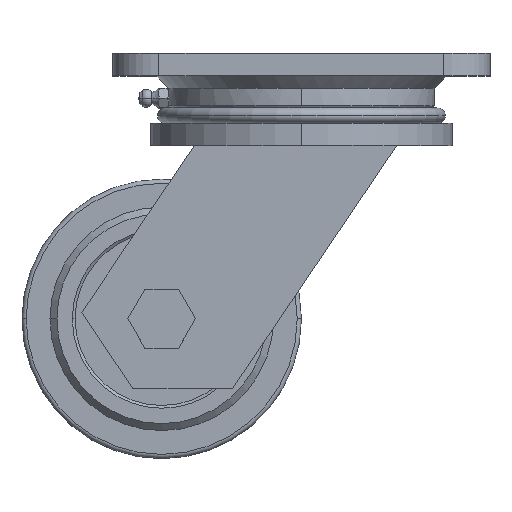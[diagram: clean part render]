
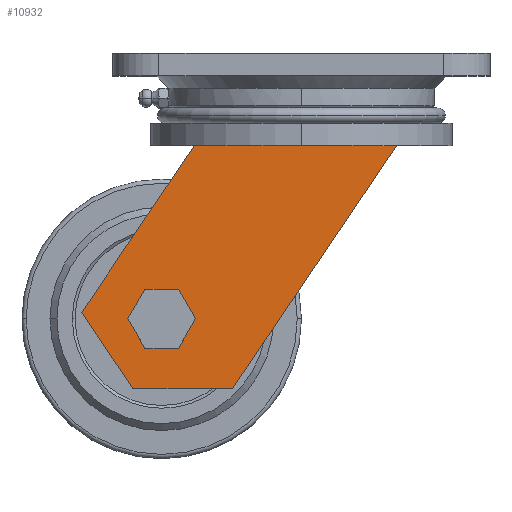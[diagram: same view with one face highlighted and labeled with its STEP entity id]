
A CAD part, top view. The second image highlights one B-rep face of the part: STEP entity #10932.
In plain terms, the highlighted planar face has unit normal (0, 0, 1).
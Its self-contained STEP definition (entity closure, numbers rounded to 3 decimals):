
#333 = CARTESIAN_POINT ( 'NONE',  ( -115.013, -112.67, 35.5 ) ) ;
#414 = VERTEX_POINT ( 'NONE', #4861 ) ;
#422 = DIRECTION ( 'NONE',  ( 0., -1., 0. ) ) ;
#602 = DIRECTION ( 'NONE',  ( 1., 0., 0. ) ) ;
#712 = DIRECTION ( 'NONE',  ( -0.553, 0.833, 0. ) ) ;
#714 = VERTEX_POINT ( 'NONE', #5460 ) ;
#1050 = EDGE_CURVE ( 'NONE', #714, #11770, #8563, .T. ) ;
#1588 = EDGE_LOOP ( 'NONE', ( #5451, #8250 ) ) ;
#1670 = EDGE_CURVE ( 'NONE', #7687, #414, #5248, .T. ) ;
#1761 = AXIS2_PLACEMENT_3D ( 'NONE', #7686, #10376, #1993 ) ;
#1851 = CIRCLE ( 'NONE', #1761, 9.685 ) ;
#1988 = EDGE_CURVE ( 'NONE', #11770, #4630, #10606, .T. ) ;
#1993 = DIRECTION ( 'NONE',  ( 0., -1., 0. ) ) ;
#2506 = CARTESIAN_POINT ( 'NONE',  ( -97.001, -86.016, 35.5 ) ) ;
#2520 = ORIENTED_EDGE ( 'NONE', *, *, #1050, .F. ) ;
#2591 = VECTOR ( 'NONE', #712, 1000. ) ;
#2825 = CARTESIAN_POINT ( 'NONE',  ( -122.35, -51.331, 35.5 ) ) ;
#2832 = ORIENTED_EDGE ( 'NONE', *, *, #9167, .F. ) ;
#3553 = VERTEX_POINT ( 'NONE', #11860 ) ;
#4281 = CARTESIAN_POINT ( 'NONE',  ( -122.35, -61.016, 35.5 ) ) ;
#4486 = CARTESIAN_POINT ( 'NONE',  ( -150.915, -58.637, 35.5 ) ) ;
#4630 = VERTEX_POINT ( 'NONE', #10404 ) ;
#4704 = VERTEX_POINT ( 'NONE', #11415 ) ;
#4861 = CARTESIAN_POINT ( 'NONE',  ( -122.35, -70.701, 35.5 ) ) ;
#4864 = ORIENTED_EDGE ( 'NONE', *, *, #1988, .F. ) ;
#5006 = DIRECTION ( 'NONE',  ( 0.56, 0.829, 0. ) ) ;
#5248 = CIRCLE ( 'NONE', #11081, 9.685 ) ;
#5451 = ORIENTED_EDGE ( 'NONE', *, *, #5647, .F. ) ;
#5460 = CARTESIAN_POINT ( 'NONE',  ( -110.627, 0.984, 35.5 ) ) ;
#5647 = EDGE_CURVE ( 'NONE', #414, #7687, #1851, .T. ) ;
#5683 = VECTOR ( 'NONE', #6254, 1000. ) ;
#5737 = ORIENTED_EDGE ( 'NONE', *, *, #10523, .F. ) ;
#5980 = CARTESIAN_POINT ( 'NONE',  ( -110.627, 0.984, 35.5 ) ) ;
#6110 = VECTOR ( 'NONE', #602, 1000. ) ;
#6254 = DIRECTION ( 'NONE',  ( -0.56, -0.829, 0. ) ) ;
#6401 = VECTOR ( 'NONE', #7472, 1000. ) ;
#6733 = FACE_BOUND ( 'NONE', #1588, .T. ) ;
#7204 = CARTESIAN_POINT ( 'NONE',  ( -38.214, 0.984, 35.5 ) ) ;
#7472 = DIRECTION ( 'NONE',  ( -1., 0., 0. ) ) ;
#7686 = CARTESIAN_POINT ( 'NONE',  ( -122.35, -61.016, 35.5 ) ) ;
#7687 = VERTEX_POINT ( 'NONE', #2825 ) ;
#8089 = EDGE_CURVE ( 'NONE', #4630, #4704, #8129, .T. ) ;
#8129 = LINE ( 'NONE', #8404, #6401 ) ;
#8250 = ORIENTED_EDGE ( 'NONE', *, *, #1670, .F. ) ;
#8404 = CARTESIAN_POINT ( 'NONE',  ( -132.723, -86.016, 35.5 ) ) ;
#8563 = LINE ( 'NONE', #7204, #6110 ) ;
#8651 = PLANE ( 'NONE',  #11725 ) ;
#9048 = CARTESIAN_POINT ( 'NONE',  ( -38.214, 0.984, 35.5 ) ) ;
#9067 = ORIENTED_EDGE ( 'NONE', *, *, #8089, .F. ) ;
#9129 = EDGE_LOOP ( 'NONE', ( #4864, #2520, #2832, #5737, #9067 ) ) ;
#9167 = EDGE_CURVE ( 'NONE', #3553, #714, #11425, .T. ) ;
#9380 = VECTOR ( 'NONE', #5006, 1000. ) ;
#9938 = LINE ( 'NONE', #4486, #2591 ) ;
#10376 = DIRECTION ( 'NONE',  ( 0., 0., 1. ) ) ;
#10404 = CARTESIAN_POINT ( 'NONE',  ( -97.001, -86.016, 35.5 ) ) ;
#10523 = EDGE_CURVE ( 'NONE', #4704, #3553, #9938, .T. ) ;
#10606 = LINE ( 'NONE', #2506, #5683 ) ;
#10687 = DIRECTION ( 'NONE',  ( 0., 0., -1. ) ) ;
#10734 = DIRECTION ( 'NONE',  ( -0.56, -0.829, 0. ) ) ;
#10798 = FACE_OUTER_BOUND ( 'NONE', #9129, .T. ) ;
#10820 = DIRECTION ( 'NONE',  ( 0., 0., 1. ) ) ;
#10932 = ADVANCED_FACE ( 'NONE', ( #10798, #6733 ), #8651, .F. ) ;
#11081 = AXIS2_PLACEMENT_3D ( 'NONE', #4281, #10820, #422 ) ;
#11415 = CARTESIAN_POINT ( 'NONE',  ( -132.723, -86.016, 35.5 ) ) ;
#11425 = LINE ( 'NONE', #5980, #9380 ) ;
#11725 = AXIS2_PLACEMENT_3D ( 'NONE', #333, #10687, #10734 ) ;
#11770 = VERTEX_POINT ( 'NONE', #9048 ) ;
#11860 = CARTESIAN_POINT ( 'NONE',  ( -150.915, -58.637, 35.5 ) ) ;
